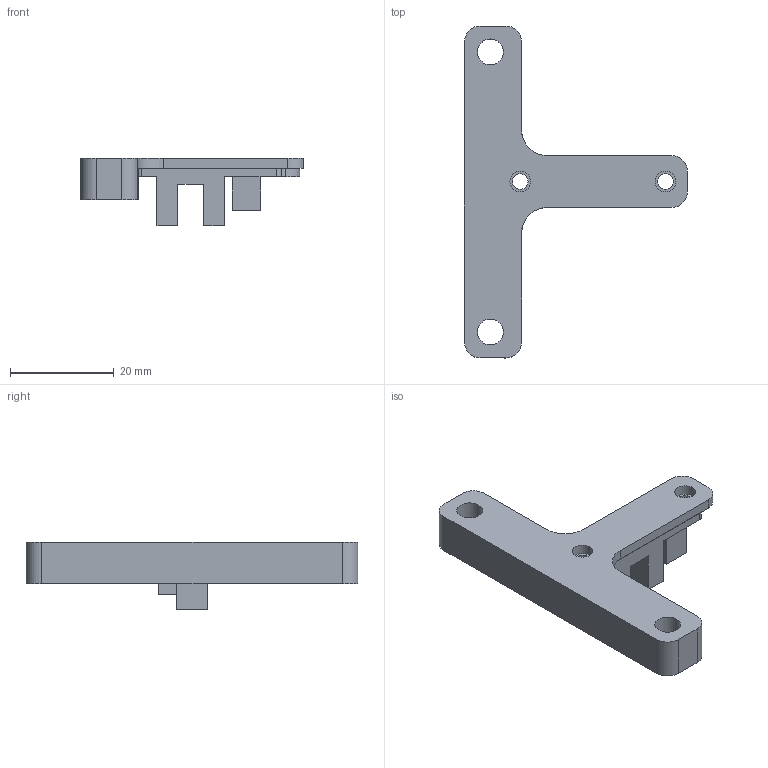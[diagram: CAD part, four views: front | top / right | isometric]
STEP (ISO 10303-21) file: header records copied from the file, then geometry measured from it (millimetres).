
FILE_DESCRIPTION(/* description */ (''),/* implementation_level */ '2;1');
FILE_NAME(/* name */ 'Endstop1VF.step',/* time_stamp */ '2020-12-29T11:35:04+01:00',/* author */ (''),/* organization */ (''),/* preprocessor_version */ 'ST-DEVELOPER v18.1',/* originating_system */ 'Autodesk Translation Framework v9.7.0.1280',/* authorisation */ '');
FILE_SCHEMA (('AUTOMOTIVE_DESIGN { 1 0 10303 214 3 1 1 }'));
Length unit declared in the file: millimetre
Products named in the file (1): Endstop (1) (1)
Bounding box: 43 x 64 x 13.1 mm (x, y, z)
Volume: 6406.5 mm3; surface area: 5559.7 mm2
Topology: 2 solids, 2 shells, 88 faces, 240 edges, 160 vertices
Faces by surface type: plane 46, cylinder 42
Full cylindrical faces by diameter (mm): 3 x2, 3.8 x2, 4 x2, 5 x2, 6 x2
Entity records: 2919 total; most frequent: DIRECTION 504, CARTESIAN_POINT 489, ORIENTED_EDGE 480, EDGE_CURVE 240, AXIS2_PLACEMENT_3D 175, VERTEX_POINT 160, LINE 154, VECTOR 154
